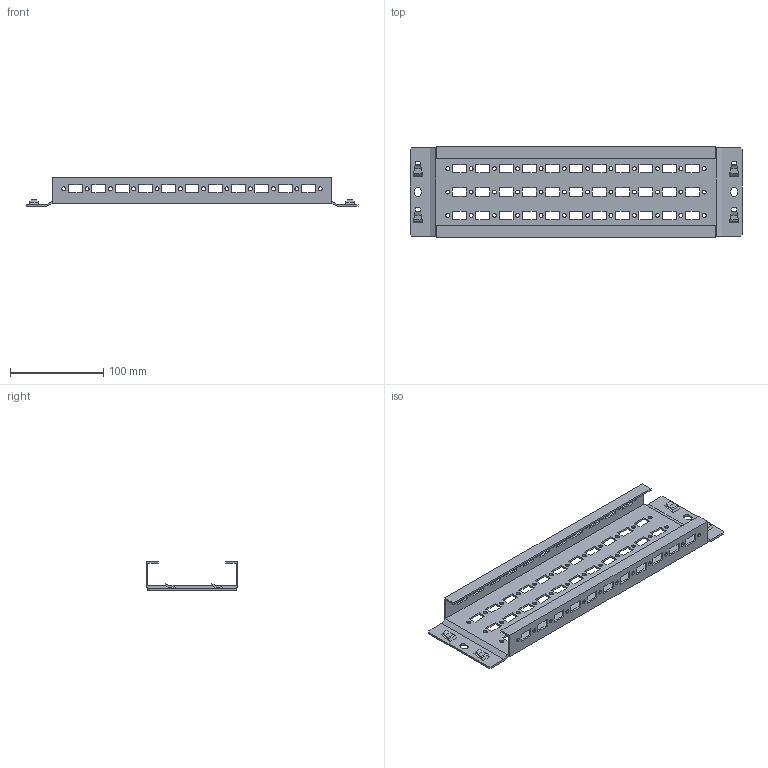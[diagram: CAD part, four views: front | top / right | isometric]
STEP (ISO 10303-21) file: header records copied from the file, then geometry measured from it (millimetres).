
FILE_DESCRIPTION (( 'STEP AP214' ), '1' );
FILE_NAME ('TTK410.STEP', '2025-09-10T19:54:34', ( '' ), ( '' ), 'SwSTEP 2.0', 'SolidWorks 2024', '' );
FILE_SCHEMA (( 'AUTOMOTIVE_DESIGN' ));
Length unit declared in the file: millimetre
Products named in the file (1): TTK410
Bounding box: 356 x 98.5 x 31 mm (x, y, z)
Volume: 97571.6 mm3; surface area: 107195.4 mm2
Topology: 1 solids, 1 shells, 406 faces, 1278 edges, 866 vertices
Faces by surface type: plane 338, cylinder 68
Full cylindrical faces by diameter (mm): 4.25 x60
Entity records: 13907 total; most frequent: CARTESIAN_POINT 2431, ORIENTED_EDGE 2352, DIRECTION 2110, EDGE_CURVE 1176, LINE 1040, VECTOR 1040, VERTEX_POINT 824, EDGE_LOOP 716
